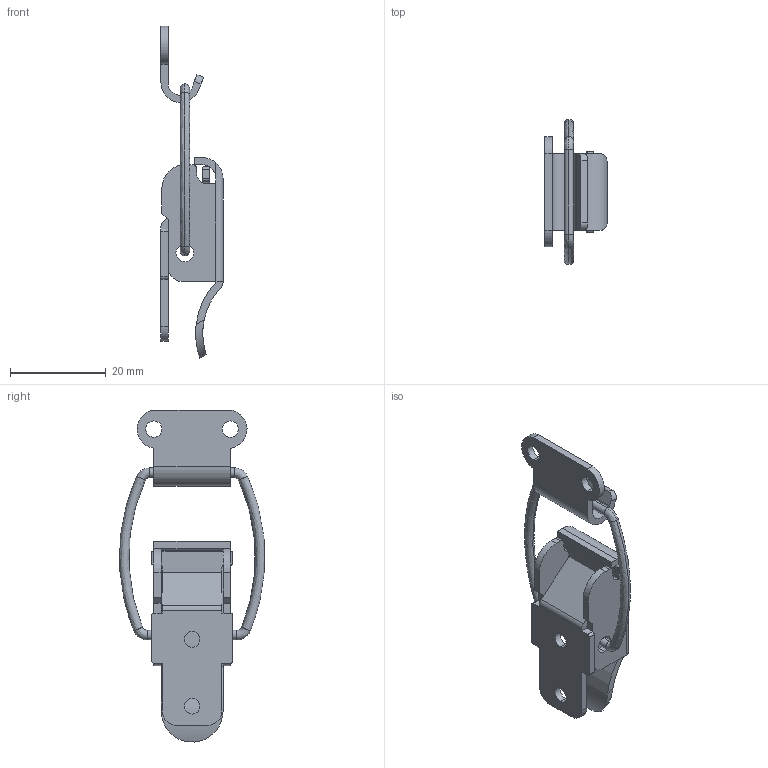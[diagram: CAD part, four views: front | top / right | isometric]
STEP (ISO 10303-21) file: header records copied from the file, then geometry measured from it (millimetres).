
FILE_DESCRIPTION( (''), '2;1');
FILE_NAME ('PC3949.18496.TL_448SUS_2_20810.stp','2026-01-30T10:27:49',(''),(''),'spGate 20.6.3 (****-****-****-****)','','');
FILE_SCHEMA (('AUTOMOTIVE_DESIGN'));
Length unit declared in the file: millimetre
Products named in the file (5): Assembly; アーム; ベース; レバー; TL-176SUS-7
Assembly tree (4 placements, depth 2):
  Assembly
    アーム
    ベース
    レバー
    TL-176SUS-7
Bounding box: 13 x 30.33 x 69.5 mm (x, y, z)
Volume: 3411.6 mm3; surface area: 5434.3 mm2
Topology: 4 solids, 4 shells, 128 faces, 345 edges, 225 vertices
Faces by surface type: plane 59, cylinder 57, bspline 12
Entity records: 7155 total; most frequent: CARTESIAN_POINT 1132, ORIENTED_EDGE 690, DIRECTION 660, COLOUR_RGB 477, PRESENTATION_STYLE_ASSIGNMENT 477, STYLED_ITEM 477, EDGE_CURVE 345, DRAUGHTING_PRE_DEFINED_CURVE_FONT 345
